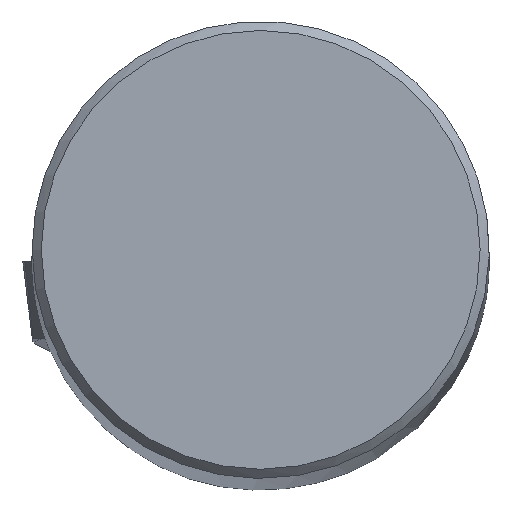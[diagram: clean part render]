
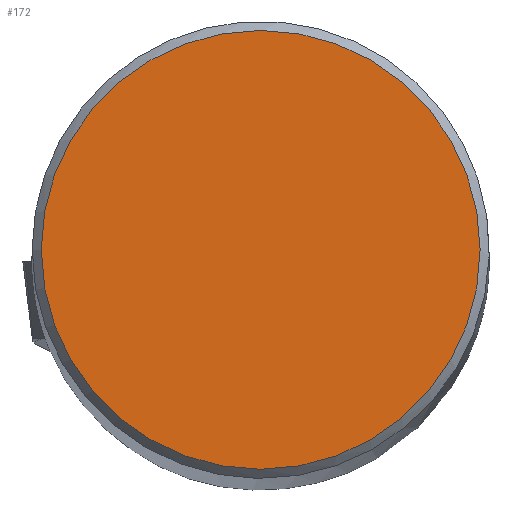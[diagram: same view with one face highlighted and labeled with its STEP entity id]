
A CAD part, top view. The second image highlights one B-rep face of the part: STEP entity #172.
In plain terms, the highlighted planar face has unit normal (0, 0, 1).
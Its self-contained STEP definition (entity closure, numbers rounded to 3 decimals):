
#114=PLANE('',#896);
#138=FACE_OUTER_BOUND('',#371,.T.);
#172=ADVANCED_FACE('',(#138),#114,.F.);
#371=EDGE_LOOP('',(#462));
#462=ORIENTED_EDGE('',*,*,#732,.F.);
#658=VERTEX_POINT('',#1353);
#732=EDGE_CURVE('',#658,#658,#801,.T.);
#801=CIRCLE('',#895,4.795);
#895=AXIS2_PLACEMENT_3D('',#1352,#1025,#1026);
#896=AXIS2_PLACEMENT_3D('',#1354,#1027,#1028);
#1025=DIRECTION('',(0.,0.,-1.));
#1026=DIRECTION('',(-1.,0.,0.));
#1027=DIRECTION('',(0.,0.,-1.));
#1028=DIRECTION('',(1.,0.,0.));
#1352=CARTESIAN_POINT('',(0.,0.,
0.));
#1353=CARTESIAN_POINT('',(-4.795,0.,0.));
#1354=CARTESIAN_POINT('',(0.,2.,0.));
